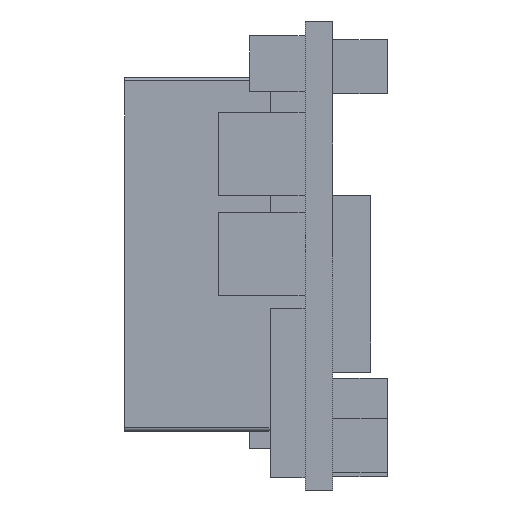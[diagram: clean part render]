
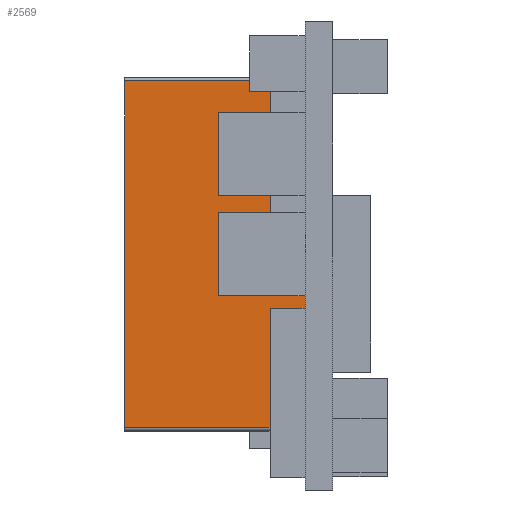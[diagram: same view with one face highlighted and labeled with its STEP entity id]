
A CAD part, left-side view. The second image highlights one B-rep face of the part: STEP entity #2569.
In plain terms, the highlighted planar face has unit normal (-1, 0, 0).
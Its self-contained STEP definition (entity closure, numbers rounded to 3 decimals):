
#79 = ORIENTED_EDGE ( 'NONE', *, *, #1489, .T. ) ;
#110 = CARTESIAN_POINT ( 'NONE',  ( -0.25, 6., -4.95 ) ) ;
#142 = DIRECTION ( 'NONE',  ( 0., 0., 1. ) ) ;
#286 = LINE ( 'NONE', #1418, #3243 ) ;
#397 = LINE ( 'NONE', #1265, #2194 ) ;
#534 = EDGE_CURVE ( 'NONE', #843, #677, #397, .T. ) ;
#568 = PLANE ( 'NONE',  #1672 ) ;
#677 = VERTEX_POINT ( 'NONE', #812 ) ;
#706 = LINE ( 'NONE', #2971, #2406 ) ;
#788 = CARTESIAN_POINT ( 'NONE',  ( -0.25, 0.8, -4.95 ) ) ;
#812 = CARTESIAN_POINT ( 'NONE',  ( -0.25, 0.8, 5.05 ) ) ;
#843 = VERTEX_POINT ( 'NONE', #2421 ) ;
#868 = ORIENTED_EDGE ( 'NONE', *, *, #2849, .F. ) ;
#1057 = DIRECTION ( 'NONE',  ( 0., -1., 0. ) ) ;
#1143 = ORIENTED_EDGE ( 'NONE', *, *, #534, .F. ) ;
#1227 = VERTEX_POINT ( 'NONE', #2464 ) ;
#1265 = CARTESIAN_POINT ( 'NONE',  ( -0.25, 6., 5.05 ) ) ;
#1398 = VECTOR ( 'NONE', #2999, 1000. ) ;
#1418 = CARTESIAN_POINT ( 'NONE',  ( -0.25, 6., -4.95 ) ) ;
#1489 = EDGE_CURVE ( 'NONE', #3253, #677, #706, .T. ) ;
#1539 = ORIENTED_EDGE ( 'NONE', *, *, #3126, .T. ) ;
#1672 = AXIS2_PLACEMENT_3D ( 'NONE', #110, #1830, #3568 ) ;
#1830 = DIRECTION ( 'NONE',  ( 1., 0., 0. ) ) ;
#2182 = DIRECTION ( 'NONE',  ( 0., 0., 1. ) ) ;
#2194 = VECTOR ( 'NONE', #1057, 1000. ) ;
#2406 = VECTOR ( 'NONE', #142, 1000. ) ;
#2421 = CARTESIAN_POINT ( 'NONE',  ( -0.25, 6., 5.05 ) ) ;
#2464 = CARTESIAN_POINT ( 'NONE',  ( -0.25, 6., -4.95 ) ) ;
#2569 = ADVANCED_FACE ( 'NONE', ( #2720 ), #568, .F. ) ;
#2720 = FACE_OUTER_BOUND ( 'NONE', #2813, .T. ) ;
#2813 = EDGE_LOOP ( 'NONE', ( #79, #1143, #868, #1539 ) ) ;
#2849 = EDGE_CURVE ( 'NONE', #1227, #843, #286, .T. ) ;
#2971 = CARTESIAN_POINT ( 'NONE',  ( -0.25, 0.8, -4.95 ) ) ;
#2999 = DIRECTION ( 'NONE',  ( 0., -1., 0. ) ) ;
#3058 = CARTESIAN_POINT ( 'NONE',  ( -0.25, 6., -4.95 ) ) ;
#3126 = EDGE_CURVE ( 'NONE', #1227, #3253, #3716, .T. ) ;
#3243 = VECTOR ( 'NONE', #2182, 1000. ) ;
#3253 = VERTEX_POINT ( 'NONE', #788 ) ;
#3568 = DIRECTION ( 'NONE',  ( 0., 0., -1. ) ) ;
#3716 = LINE ( 'NONE', #3058, #1398 ) ;
